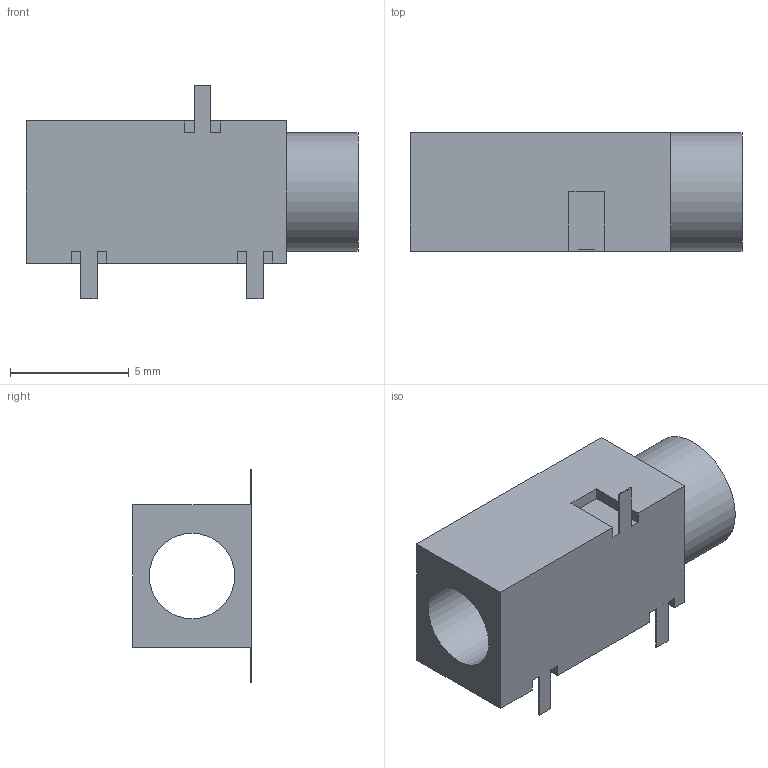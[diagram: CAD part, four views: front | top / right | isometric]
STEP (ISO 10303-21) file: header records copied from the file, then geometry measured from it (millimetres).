
FILE_DESCRIPTION(/* description */ (''),/* implementation_level */ '2;1');
FILE_NAME(/* name */ '0225ce83-ccd4-48db-81e0-f31756525ec9.stp',/* time_stamp */ '2021-07-27T01:46:24+00:00',/* author */ (''),/* organization */ (''),/* preprocessor_version */ 'ST-DEVELOPER v18.1',/* originating_system */ 'Autodesk Translation Framework v10.9.0.1377',/* authorisation */ '');
FILE_SCHEMA (('AUTOMOTIVE_DESIGN { 1 0 10303 214 3 1 1 }'));
Length unit declared in the file: millimetre
Products named in the file (1): 3.5_mm_audio_jack
Bounding box: 14 x 5 x 9 mm (x, y, z)
Volume: 241 mm3; surface area: 503.6 mm2
Topology: 1 solids, 1 shells, 34 faces, 94 edges, 62 vertices
Faces by surface type: plane 32, cylinder 2
Full cylindrical faces by diameter (mm): 3.6 x1, 5 x1
Entity records: 1112 total; most frequent: CARTESIAN_POINT 191, ORIENTED_EDGE 188, DIRECTION 170, EDGE_CURVE 94, LINE 88, VECTOR 88, VERTEX_POINT 62, AXIS2_PLACEMENT_3D 41
